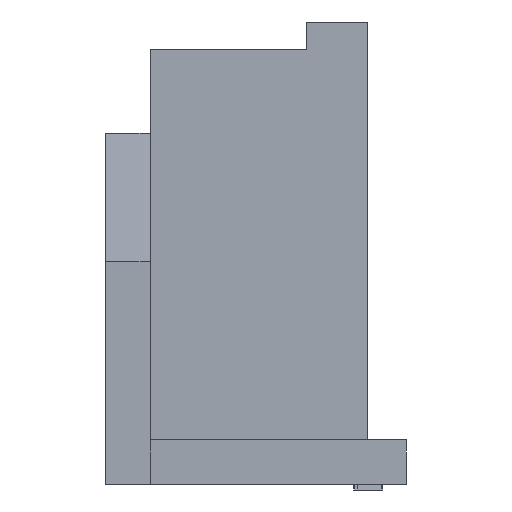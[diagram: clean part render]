
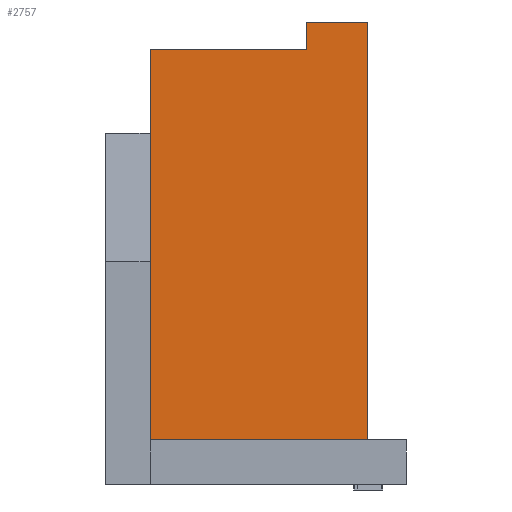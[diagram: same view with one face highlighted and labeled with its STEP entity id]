
A CAD part, left-side view. The second image highlights one B-rep face of the part: STEP entity #2757.
In plain terms, the highlighted planar face has unit normal (-1, 0, 0).
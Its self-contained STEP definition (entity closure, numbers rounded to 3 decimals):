
#2436=VERTEX_POINT('',#2437);
#2437=CARTESIAN_POINT('',(-7.4,2.15,0.0));
#2443=EDGE_CURVE('',#2436,#2444,#2446,.F.);
#2444=VERTEX_POINT('',#2445);
#2445=CARTESIAN_POINT('',(-7.4,2.15,7.0));
#2446=LINE('',#2447,#2448);
#2447=CARTESIAN_POINT('',(-7.4,2.15,7.0));
#2448=VECTOR('',#2449,1.0);
#2449=DIRECTION('',(0.0,0.0,-1.0));
#2667=VERTEX_POINT('',#2668);
#2668=CARTESIAN_POINT('',(-7.4,-0.65,7.0));
#2683=EDGE_CURVE('',#2444,#2667,#2684,.T.);
#2684=LINE('',#2685,#2686);
#2685=CARTESIAN_POINT('',(-7.4,-2.15,7.0));
#2686=VECTOR('',#2687,1.0);
#2687=DIRECTION('',(0.0,-1.0,0.0));
#2757=ADVANCED_FACE('',(#2758),#2792,.F.);
#2758=FACE_BOUND('',#2759,.T.);
#2759=EDGE_LOOP('',(#2760,#2768,#2776,#2784,#2790,#2791));
#2760=ORIENTED_EDGE('',*,*,#2761,.T.);
#2761=EDGE_CURVE('',#2436,#2762,#2764,.T.);
#2762=VERTEX_POINT('',#2763);
#2763=CARTESIAN_POINT('',(-7.4,-1.75,0.0));
#2764=LINE('',#2765,#2766);
#2765=CARTESIAN_POINT('',(-7.4,-2.15,0.0));
#2766=VECTOR('',#2767,1.0);
#2767=DIRECTION('',(0.0,-1.0,0.0));
#2768=ORIENTED_EDGE('',*,*,#2769,.T.);
#2769=EDGE_CURVE('',#2762,#2770,#2772,.F.);
#2770=VERTEX_POINT('',#2771);
#2771=CARTESIAN_POINT('',(-7.4,-1.75,7.5));
#2772=LINE('',#2773,#2774);
#2773=CARTESIAN_POINT('',(-7.4,-1.75,7.5));
#2774=VECTOR('',#2775,1.0);
#2775=DIRECTION('',(0.0,0.0,-1.0));
#2776=ORIENTED_EDGE('',*,*,#2777,.T.);
#2777=EDGE_CURVE('',#2770,#2778,#2780,.F.);
#2778=VERTEX_POINT('',#2779);
#2779=CARTESIAN_POINT('',(-7.4,-0.65,7.5));
#2780=LINE('',#2781,#2782);
#2781=CARTESIAN_POINT('',(-7.4,-0.65,7.5));
#2782=VECTOR('',#2783,1.0);
#2783=DIRECTION('',(0.0,-1.0,0.0));
#2784=ORIENTED_EDGE('',*,*,#2785,.T.);
#2785=EDGE_CURVE('',#2778,#2667,#2786,.T.);
#2786=LINE('',#2787,#2788);
#2787=CARTESIAN_POINT('',(-7.4,-0.65,7.5));
#2788=VECTOR('',#2789,1.0);
#2789=DIRECTION('',(0.0,0.0,-1.0));
#2790=ORIENTED_EDGE('',*,*,#2683,.F.);
#2791=ORIENTED_EDGE('',*,*,#2443,.F.);
#2792=PLANE('',#2793);
#2793=AXIS2_PLACEMENT_3D('',#2794,#2795,#2796);
#2794=CARTESIAN_POINT('',(-7.4,-2.15,7.0));
#2795=DIRECTION('',(1.0,0.0,0.0));
#2796=DIRECTION('',(0.0,0.0,-1.0));
